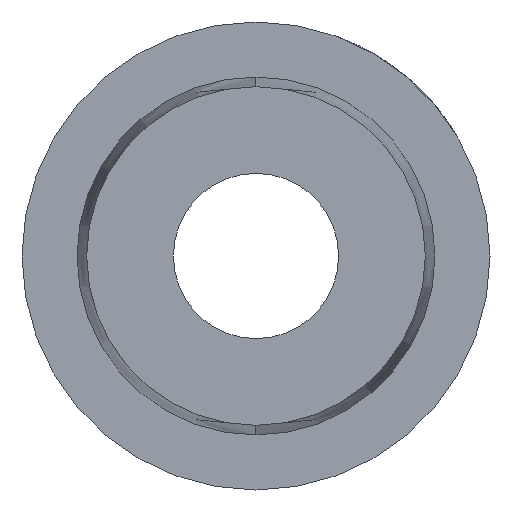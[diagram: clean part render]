
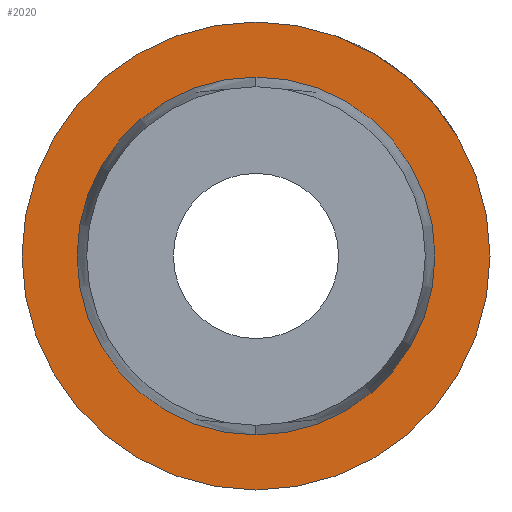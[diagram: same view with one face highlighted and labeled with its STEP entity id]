
A CAD part, left-side view. The second image highlights one B-rep face of the part: STEP entity #2020.
In plain terms, the highlighted planar face has unit normal (-1, 0, 0).
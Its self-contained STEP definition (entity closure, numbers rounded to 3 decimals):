
#187 = CIRCLE ( 'NONE', #4168, 6.5 ) ;
#256 = CARTESIAN_POINT ( 'NONE',  ( 15., 0., -8.5 ) ) ;
#327 = DIRECTION ( 'NONE',  ( 0., 0., 1. ) ) ;
#693 = FACE_BOUND ( 'NONE', #2696, .T. ) ;
#718 = CIRCLE ( 'NONE', #3508, 8.5 ) ;
#721 = PLANE ( 'NONE',  #4073 ) ;
#972 = CIRCLE ( 'NONE', #1725, 8.5 ) ;
#1008 = CARTESIAN_POINT ( 'NONE',  ( 15., 0., 0. ) ) ;
#1222 = CARTESIAN_POINT ( 'NONE',  ( 15., 0., 6.5 ) ) ;
#1298 = DIRECTION ( 'NONE',  ( 0., 0., 1. ) ) ;
#1404 = ORIENTED_EDGE ( 'NONE', *, *, #5021, .T. ) ;
#1405 = VERTEX_POINT ( 'NONE', #1835 ) ;
#1725 = AXIS2_PLACEMENT_3D ( 'NONE', #2195, #3814, #3951 ) ;
#1835 = CARTESIAN_POINT ( 'NONE',  ( 15., 0., 8.5 ) ) ;
#1870 = CARTESIAN_POINT ( 'NONE',  ( 15., 0., 0. ) ) ;
#1897 = EDGE_CURVE ( 'NONE', #4738, #3271, #187, .T. ) ;
#1898 = DIRECTION ( 'NONE',  ( -1., 0., 0. ) ) ;
#2020 = ADVANCED_FACE ( 'NONE', ( #693, #3576 ), #721, .F. ) ;
#2052 = AXIS2_PLACEMENT_3D ( 'NONE', #1870, #1898, #2267 ) ;
#2195 = CARTESIAN_POINT ( 'NONE',  ( 15., 0., 0. ) ) ;
#2267 = DIRECTION ( 'NONE',  ( 0., 0., 1. ) ) ;
#2315 = CIRCLE ( 'NONE', #2052, 6.5 ) ;
#2550 = VERTEX_POINT ( 'NONE', #256 ) ;
#2696 = EDGE_LOOP ( 'NONE', ( #4987, #4991 ) ) ;
#2734 = CARTESIAN_POINT ( 'NONE',  ( 15., 0., 0. ) ) ;
#3100 = CARTESIAN_POINT ( 'NONE',  ( 15., 6.5, 0. ) ) ;
#3151 = CARTESIAN_POINT ( 'NONE',  ( 15., 0., -6.5 ) ) ;
#3271 = VERTEX_POINT ( 'NONE', #3151 ) ;
#3370 = ORIENTED_EDGE ( 'NONE', *, *, #4894, .T. ) ;
#3508 = AXIS2_PLACEMENT_3D ( 'NONE', #1008, #4549, #1298 ) ;
#3576 = FACE_OUTER_BOUND ( 'NONE', #4893, .T. ) ;
#3814 = DIRECTION ( 'NONE',  ( -1., 0., 0. ) ) ;
#3868 = EDGE_CURVE ( 'NONE', #3271, #4738, #2315, .T. ) ;
#3951 = DIRECTION ( 'NONE',  ( 0., 0., 1. ) ) ;
#4073 = AXIS2_PLACEMENT_3D ( 'NONE', #3100, #4299, #4737 ) ;
#4168 = AXIS2_PLACEMENT_3D ( 'NONE', #2734, #4356, #327 ) ;
#4299 = DIRECTION ( 'NONE',  ( 1., 0., 0. ) ) ;
#4356 = DIRECTION ( 'NONE',  ( -1., 0., 0. ) ) ;
#4549 = DIRECTION ( 'NONE',  ( -1., 0., 0. ) ) ;
#4737 = DIRECTION ( 'NONE',  ( 0., 0., -1. ) ) ;
#4738 = VERTEX_POINT ( 'NONE', #1222 ) ;
#4893 = EDGE_LOOP ( 'NONE', ( #3370, #1404 ) ) ;
#4894 = EDGE_CURVE ( 'NONE', #1405, #2550, #718, .T. ) ;
#4987 = ORIENTED_EDGE ( 'NONE', *, *, #1897, .F. ) ;
#4991 = ORIENTED_EDGE ( 'NONE', *, *, #3868, .F. ) ;
#5021 = EDGE_CURVE ( 'NONE', #2550, #1405, #972, .T. ) ;
